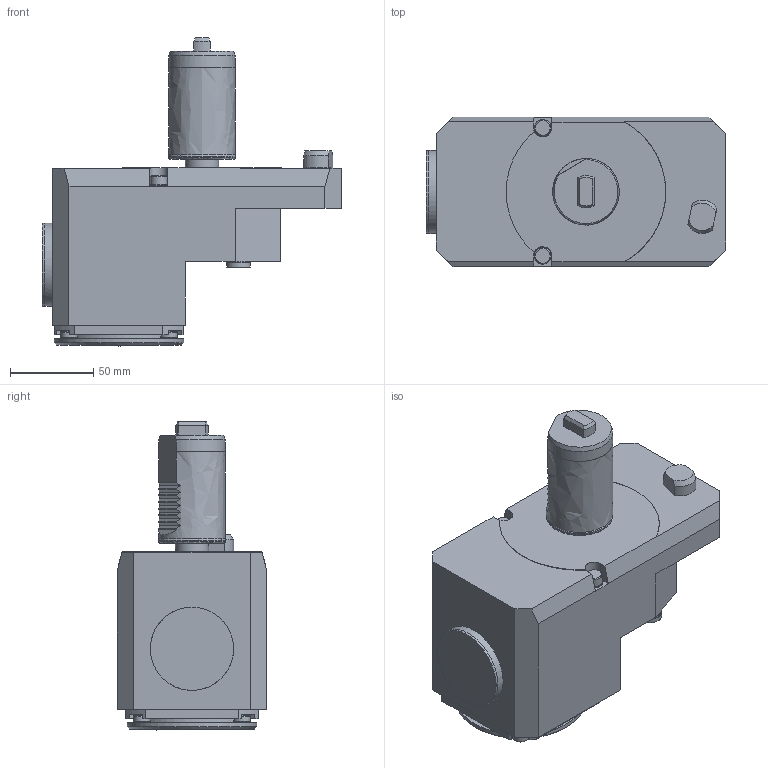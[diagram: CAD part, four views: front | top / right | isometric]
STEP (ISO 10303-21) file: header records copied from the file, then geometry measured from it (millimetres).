
FILE_DESCRIPTION(/* description */ (''),/* implementation_level */ '2;1');
FILE_NAME(/* name */ '1618581601324.stp',/* time_stamp */ '2021-04-16T16:00:08+02:00',/* author */ (''),/* organization */ ('SMS'),/* preprocessor_version */ 'ST-DEVELOPER v16.7',/* originating_system */ 'SIEMENS PLM Software NX 12.0',/* authorisation */ '');
FILE_SCHEMA (('AUTOMOTIVE_DESIGN { 1 0 10303 214 3 1 1 1 }'));
Length unit declared in the file: millimetre
Products named in the file (1): 203494310mod000_00
Bounding box: 180 x 90 x 185.46 mm (x, y, z)
Volume: 1121137.8 mm3; surface area: 90051.5 mm2
Topology: 1 solids, 1 shells, 183 faces, 462 edges, 310 vertices
Faces by surface type: plane 105, bspline 53, cone 19, torus 4, cylinder 1, sphere 1
Full cylindrical faces by diameter (mm): 2.5 x1
Entity records: 7233 total; most frequent: CARTESIAN_POINT 3498, ORIENTED_EDGE 812, DIRECTION 526, EDGE_CURVE 406, VERTEX_POINT 293, EDGE_LOOP 251, LINE 212, VECTOR 212
